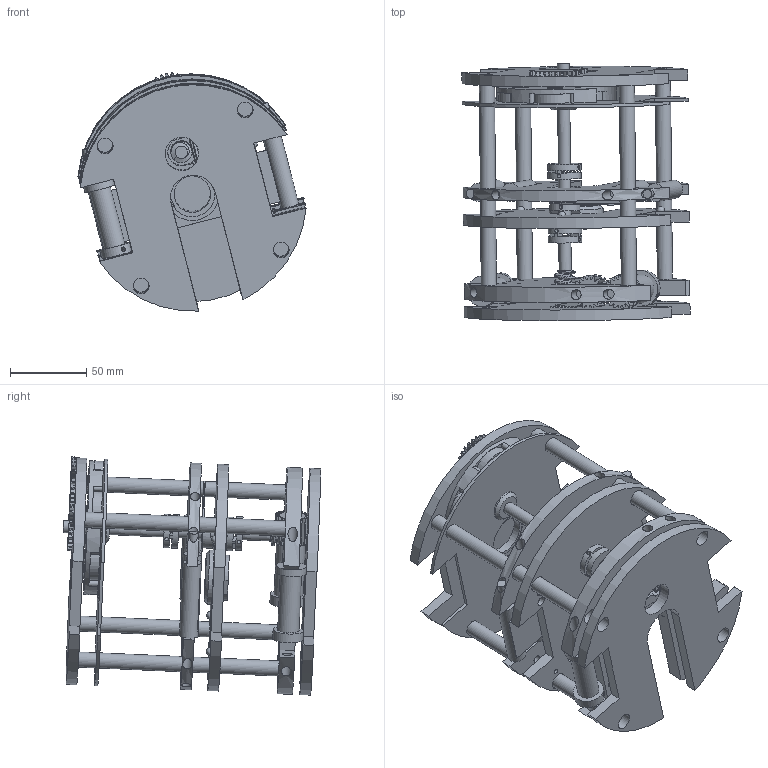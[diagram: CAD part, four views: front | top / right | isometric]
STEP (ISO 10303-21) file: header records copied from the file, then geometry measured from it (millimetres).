
FILE_DESCRIPTION(/* description */ (''),/* implementation_level */ '2;1');
FILE_NAME(/* name */ 'sap_mechanism.stp',/* time_stamp */ '2025-02-05T09:59:26-03:00',/* author */ ('Sebastián'),/* organization */ (''),/* preprocessor_version */ 'ST-DEVELOPER v18.1',/* originating_system */ 'Autodesk Inventor 2021',/* authorisation */ '');
FILE_SCHEMA (('AUTOMOTIVE_DESIGN { 1 0 10303 214 3 1 1 }'));
Length unit declared in the file: millimetre
Products named in the file (39): sap_mechanism; rollers_plate; Spur Gears; Spur Gear1; Spur Gear2; rewwind_roller; unwind_roller; placa_rollers_v2; unwind_roller_adjuster; roller_adjuster; target_plate; placa_base; portablancos_comp; carrusel_int; portablanco; shaft_1; cubre_blancos; Spur Gears_1; Spur Gear1_1; Spur Gear2_1; Worm Gears; Worm; shaft_8mm; struct_shaft; placa_2_3; sample_plate; shutter; 10d_coupler; muestra; shaft_2; placa_ajuste; placa_Ajuste_1; shaft_6mm; roller_50; tape_model; ang_wedge; 5mm_bb; 170d_coupler; placa_bottom
Assembly tree (58 placements, depth 4):
  sap_mechanism
    rollers_plate
      shaft_6mm  x2
      Spur Gears
        Spur Gear1
        Spur Gear2
      rewwind_roller
      unwind_roller
      placa_rollers_v2
      unwind_roller_adjuster
      roller_adjuster
    target_plate
      placa_base
      10d_coupler
      portablancos_comp
        carrusel_int
        portablanco  x5
      shaft_1
      cubre_blancos
      Spur Gears_1
        Spur Gear1_1
        Spur Gear2_1
    Worm Gears
      Worm
    shaft_8mm
    struct_shaft  x4
    placa_2_3
      sample_plate
      shutter
      10d_coupler
      muestra
      shaft_2
      placa_ajuste
        placa_Ajuste_1
        shaft_6mm  x4
        roller_50  x4
      tape_model
      170d_coupler
      ang_wedge
      5mm_bb  x4
    170d_coupler
    placa_bottom
Bounding box: 149.91 x 169.14 x 156.53 mm (x, y, z)
Volume: 596852.5 mm3; surface area: 296299.4 mm2
Topology: 50 solids, 50 shells, 839 faces, 2286 edges, 1550 vertices
Faces by surface type: cylinder 600, plane 228, cone 5, sphere 4, bspline 2
Full cylindrical faces by diameter (mm): 2.5 x14, 3 x6, 5 x3, 6 x16, 6.3 x8, 6.4 x8, 8 x10, 8.2 x4, 8.25 x4, 8.3 x1, 8.6 x1, 9 x1, 10 x27, 10.4 x12, 11 x4, 12 x4, 13.75 x4, 14 x1, 14.2 x1, 15 x1, 18.2 x1, 19 x1, 20 x5, 22 x8, 23 x1, 24 x2, 25.4 x6, 29 x5, 29.8 x1, 30 x1
Entity records: 28381 total; most frequent: CARTESIAN_POINT 6603, DIRECTION 4766, ORIENTED_EDGE 4090, EDGE_CURVE 2045, AXIS2_PLACEMENT_3D 1983, VERTEX_POINT 1372, CIRCLE 1155, EDGE_LOOP 905
